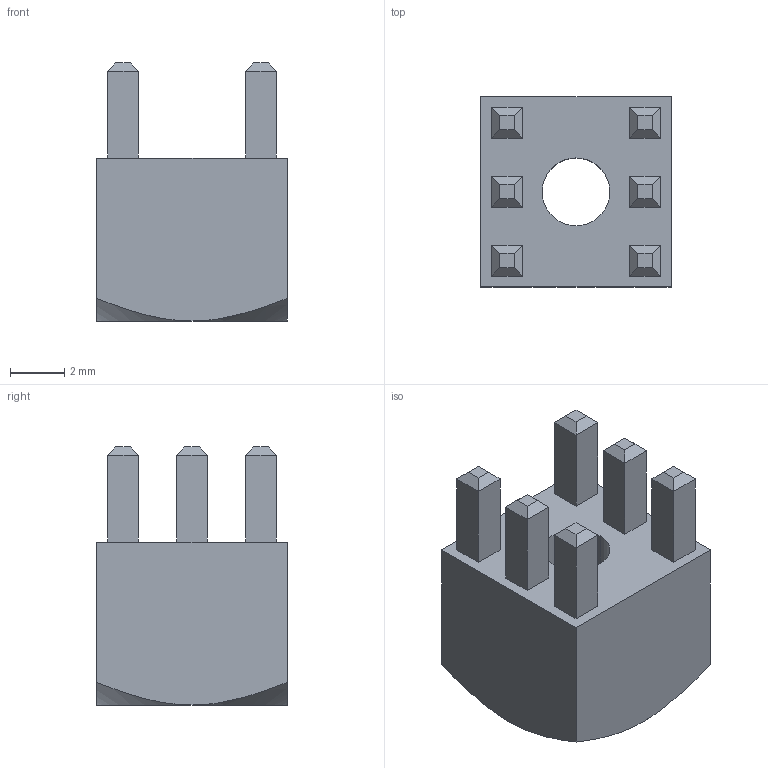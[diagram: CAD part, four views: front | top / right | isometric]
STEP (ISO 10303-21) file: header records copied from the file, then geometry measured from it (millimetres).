
FILE_DESCRIPTION (( 'STEP AP203' ), '1' );
FILE_NAME ('91057-C.STEP', '2013-12-17T15:52:42', ( 'Hajo' ), ( 'Microsoft' ), 'SwSTEP 2.0', 'SolidWorks 2011', '' );
FILE_SCHEMA (( 'CONFIG_CONTROL_DESIGN' ));
Length unit declared in the file: millimetre
Products named in the file (1): 91057-C
Bounding box: 7 x 7 x 9.5 mm (x, y, z)
Volume: 287.7 mm3; surface area: 385.8 mm2
Topology: 1 solids, 1 shells, 66 faces, 146 edges, 88 vertices
Faces by surface type: plane 60, cone 4, cylinder 2
Entity records: 1867 total; most frequent: CARTESIAN_POINT 349, ORIENTED_EDGE 292, DIRECTION 280, EDGE_CURVE 146, LINE 130, VECTOR 130, VERTEX_POINT 88, AXIS2_PLACEMENT_3D 75
